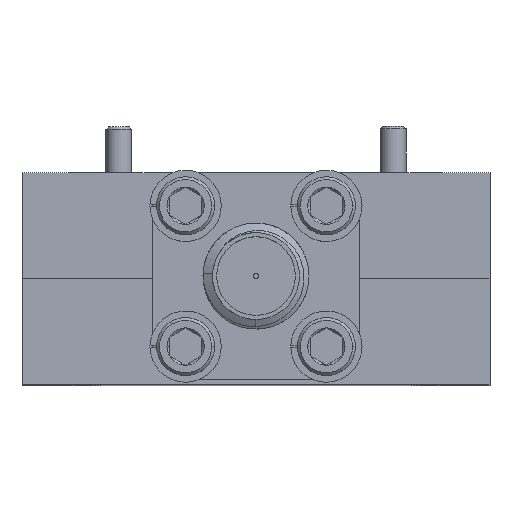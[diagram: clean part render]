
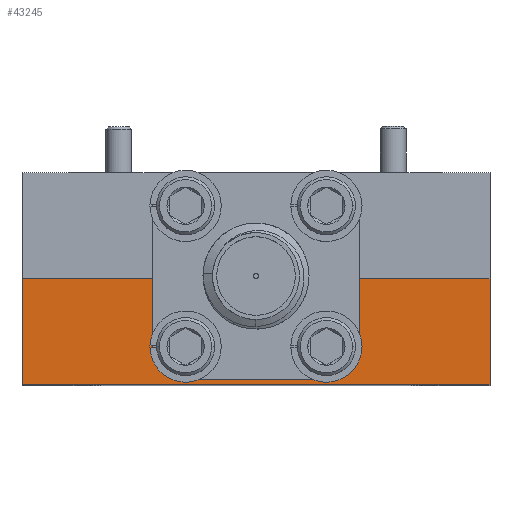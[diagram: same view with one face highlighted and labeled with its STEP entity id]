
A CAD part, top view. The second image highlights one B-rep face of the part: STEP entity #43245.
In plain terms, the highlighted planar face has unit normal (0, 0, 1).
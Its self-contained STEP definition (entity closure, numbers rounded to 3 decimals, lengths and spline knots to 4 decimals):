
#745 = VECTOR ( 'NONE', #13955, 39.3701 ) ;
#1587 = ORIENTED_EDGE ( 'NONE', *, *, #43814, .F. ) ;
#1691 = CARTESIAN_POINT ( 'NONE',  ( -0.565, 0.256, 0.585 ) ) ;
#2622 = LINE ( 'NONE', #3614, #3204 ) ;
#2892 = EDGE_CURVE ( 'NONE', #45546, #42008, #6243, .T. ) ;
#3204 = VECTOR ( 'NONE', #35635, 39.3701 ) ;
#3524 = DIRECTION ( 'NONE',  ( 1., 0., 0. ) ) ;
#3614 = CARTESIAN_POINT ( 'NONE',  ( 0.565, 0.256, 0.585 ) ) ;
#3896 = ORIENTED_EDGE ( 'NONE', *, *, #26497, .F. ) ;
#4004 = AXIS2_PLACEMENT_3D ( 'NONE', #35438, #45581, #31599 ) ;
#4123 = VECTOR ( 'NONE', #4267, 39.3701 ) ;
#4267 = DIRECTION ( 'NONE',  ( 1., 0., 0. ) ) ;
#4289 = VERTEX_POINT ( 'NONE', #22286 ) ;
#6243 = LINE ( 'NONE', #6874, #745 ) ;
#6485 = CARTESIAN_POINT ( 'NONE',  ( -0.565, 0.256, 0.585 ) ) ;
#6741 = VERTEX_POINT ( 'NONE', #40146 ) ;
#6812 = CARTESIAN_POINT ( 'NONE',  ( 0.565, 0., 0.585 ) ) ;
#6874 = CARTESIAN_POINT ( 'NONE',  ( -0.565, 0., 0.585 ) ) ;
#7390 = CARTESIAN_POINT ( 'NONE',  ( 0.565, 0.256, 0.585 ) ) ;
#8847 = CARTESIAN_POINT ( 'NONE',  ( -0.17, 0.092, 0.585 ) ) ;
#10103 = EDGE_LOOP ( 'NONE', ( #24606, #22645, #34778, #42440 ) ) ;
#10310 = DIRECTION ( 'NONE',  ( 1., 0., 0. ) ) ;
#11139 = EDGE_CURVE ( 'NONE', #26540, #16801, #45617, .T. ) ;
#11848 = EDGE_CURVE ( 'NONE', #30958, #42008, #2622, .T. ) ;
#12403 = DIRECTION ( 'NONE',  ( 1., 0., 0. ) ) ;
#12577 = EDGE_LOOP ( 'NONE', ( #39938, #25498 ) ) ;
#12817 = LINE ( 'NONE', #1691, #36442 ) ;
#13572 = DIRECTION ( 'NONE',  ( 0., 0., -1. ) ) ;
#13955 = DIRECTION ( 'NONE',  ( 1., 0., 0. ) ) ;
#14237 = CARTESIAN_POINT ( 'NONE',  ( -0.565, 0.256, 0.585 ) ) ;
#16801 = VERTEX_POINT ( 'NONE', #33126 ) ;
#17128 = DIRECTION ( 'NONE',  ( -1., 0., 0. ) ) ;
#17779 = EDGE_CURVE ( 'NONE', #40361, #30958, #38821, .T. ) ;
#17938 = CARTESIAN_POINT ( 'NONE',  ( -0.205, 0.092, 0.585 ) ) ;
#18516 = AXIS2_PLACEMENT_3D ( 'NONE', #24325, #27883, #10310 ) ;
#18781 = AXIS2_PLACEMENT_3D ( 'NONE', #6485, #13572, #17128 ) ;
#19650 = DIRECTION ( 'NONE',  ( 0., 0., 1. ) ) ;
#22286 = CARTESIAN_POINT ( 'NONE',  ( 0.135, 0.092, 0.585 ) ) ;
#22645 = ORIENTED_EDGE ( 'NONE', *, *, #11848, .F. ) ;
#23364 = FACE_OUTER_BOUND ( 'NONE', #10103, .T. ) ;
#24325 = CARTESIAN_POINT ( 'NONE',  ( 0.17, 0.092, 0.585 ) ) ;
#24329 = PLANE ( 'NONE',  #18781 ) ;
#24606 = ORIENTED_EDGE ( 'NONE', *, *, #2892, .T. ) ;
#24634 = DIRECTION ( 'NONE',  ( 0., 0., 1. ) ) ;
#25498 = ORIENTED_EDGE ( 'NONE', *, *, #11139, .F. ) ;
#26040 = CIRCLE ( 'NONE', #18516, 0.035 ) ;
#26497 = EDGE_CURVE ( 'NONE', #4289, #6741, #37272, .T. ) ;
#26540 = VERTEX_POINT ( 'NONE', #17938 ) ;
#26802 = DIRECTION ( 'NONE',  ( 0., -1., 0. ) ) ;
#27883 = DIRECTION ( 'NONE',  ( 0., 0., 1. ) ) ;
#29015 = EDGE_LOOP ( 'NONE', ( #1587, #3896 ) ) ;
#29841 = EDGE_CURVE ( 'NONE', #40361, #45546, #12817, .T. ) ;
#30958 = VERTEX_POINT ( 'NONE', #7390 ) ;
#31599 = DIRECTION ( 'NONE',  ( 1., 0., 0. ) ) ;
#33126 = CARTESIAN_POINT ( 'NONE',  ( -0.135, 0.092, 0.585 ) ) ;
#33215 = FACE_BOUND ( 'NONE', #29015, .T. ) ;
#34778 = ORIENTED_EDGE ( 'NONE', *, *, #17779, .F. ) ;
#35438 = CARTESIAN_POINT ( 'NONE',  ( 0.17, 0.092, 0.585 ) ) ;
#35635 = DIRECTION ( 'NONE',  ( 0., -1., 0. ) ) ;
#36442 = VECTOR ( 'NONE', #26802, 39.3701 ) ;
#37272 = CIRCLE ( 'NONE', #4004, 0.035 ) ;
#38821 = LINE ( 'NONE', #39334, #4123 ) ;
#39334 = CARTESIAN_POINT ( 'NONE',  ( -0.565, 0.256, 0.585 ) ) ;
#39938 = ORIENTED_EDGE ( 'NONE', *, *, #43942, .F. ) ;
#40146 = CARTESIAN_POINT ( 'NONE',  ( 0.205, 0.092, 0.585 ) ) ;
#40361 = VERTEX_POINT ( 'NONE', #14237 ) ;
#42008 = VERTEX_POINT ( 'NONE', #6812 ) ;
#42286 = CARTESIAN_POINT ( 'NONE',  ( -0.17, 0.092, 0.585 ) ) ;
#42440 = ORIENTED_EDGE ( 'NONE', *, *, #29841, .T. ) ;
#42584 = FACE_BOUND ( 'NONE', #12577, .T. ) ;
#43055 = CIRCLE ( 'NONE', #43549, 0.035 ) ;
#43245 = ADVANCED_FACE ( 'NONE', ( #42584, #33215, #23364 ), #24329, .F. ) ;
#43549 = AXIS2_PLACEMENT_3D ( 'NONE', #42286, #24634, #3524 ) ;
#43814 = EDGE_CURVE ( 'NONE', #6741, #4289, #26040, .T. ) ;
#43942 = EDGE_CURVE ( 'NONE', #16801, #26540, #43055, .T. ) ;
#44098 = AXIS2_PLACEMENT_3D ( 'NONE', #8847, #19650, #12403 ) ;
#44311 = CARTESIAN_POINT ( 'NONE',  ( -0.565, 0., 0.585 ) ) ;
#45546 = VERTEX_POINT ( 'NONE', #44311 ) ;
#45581 = DIRECTION ( 'NONE',  ( 0., 0., 1. ) ) ;
#45617 = CIRCLE ( 'NONE', #44098, 0.035 ) ;
